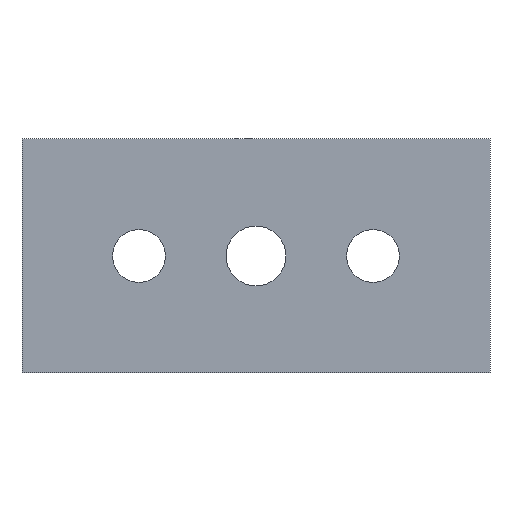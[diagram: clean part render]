
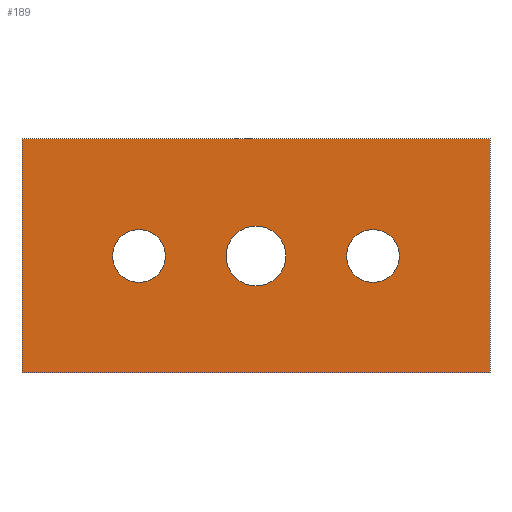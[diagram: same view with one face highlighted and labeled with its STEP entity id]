
A CAD part, front view. The second image highlights one B-rep face of the part: STEP entity #189.
In plain terms, the highlighted planar face has unit normal (0, -1, 0).
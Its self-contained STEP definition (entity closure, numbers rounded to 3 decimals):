
#1 = CARTESIAN_POINT ( 'NONE',  ( -40., 0., 20. ) ) ;
#5 = AXIS2_PLACEMENT_3D ( 'NONE', #565, #388, #320 ) ;
#9 = EDGE_LOOP ( 'NONE', ( #525, #191 ) ) ;
#26 = LINE ( 'NONE', #127, #98 ) ;
#42 = CARTESIAN_POINT ( 'NONE',  ( 40., 0., 20. ) ) ;
#51 = VERTEX_POINT ( 'NONE', #606 ) ;
#56 = VERTEX_POINT ( 'NONE', #274 ) ;
#57 = VERTEX_POINT ( 'NONE', #93 ) ;
#63 = LINE ( 'NONE', #396, #612 ) ;
#66 = AXIS2_PLACEMENT_3D ( 'NONE', #568, #467, #178 ) ;
#70 = DIRECTION ( 'NONE',  ( 1., 0., 0. ) ) ;
#78 = ORIENTED_EDGE ( 'NONE', *, *, #449, .F. ) ;
#89 = EDGE_LOOP ( 'NONE', ( #434, #78, #313, #398 ) ) ;
#90 = CARTESIAN_POINT ( 'NONE',  ( 40., 0., -20. ) ) ;
#93 = CARTESIAN_POINT ( 'NONE',  ( 0., 0., 5.1 ) ) ;
#98 = VECTOR ( 'NONE', #70, 1000. ) ;
#106 = ORIENTED_EDGE ( 'NONE', *, *, #114, .T. ) ;
#111 = CIRCLE ( 'NONE', #474, 4.5 ) ;
#114 = EDGE_CURVE ( 'NONE', #51, #441, #427, .T. ) ;
#116 = CARTESIAN_POINT ( 'NONE',  ( -40., 0., 20. ) ) ;
#119 = CARTESIAN_POINT ( 'NONE',  ( 40., 0., 20. ) ) ;
#127 = CARTESIAN_POINT ( 'NONE',  ( -40., 0., 20. ) ) ;
#135 = FACE_BOUND ( 'NONE', #609, .T. ) ;
#146 = CARTESIAN_POINT ( 'NONE',  ( -20., 0., 0. ) ) ;
#147 = VERTEX_POINT ( 'NONE', #419 ) ;
#150 = VERTEX_POINT ( 'NONE', #42 ) ;
#166 = ORIENTED_EDGE ( 'NONE', *, *, #447, .F. ) ;
#173 = EDGE_CURVE ( 'NONE', #441, #51, #334, .T. ) ;
#178 = DIRECTION ( 'NONE',  ( -1., 0., 0. ) ) ;
#180 = FACE_BOUND ( 'NONE', #9, .T. ) ;
#189 = ADVANCED_FACE ( 'NONE', ( #475, #180, #135, #375 ), #562, .T. ) ;
#191 = ORIENTED_EDGE ( 'NONE', *, *, #516, .F. ) ;
#210 = AXIS2_PLACEMENT_3D ( 'NONE', #146, #430, #523 ) ;
#214 = DIRECTION ( 'NONE',  ( 0., -1., 0. ) ) ;
#218 = EDGE_CURVE ( 'NONE', #150, #507, #533, .T. ) ;
#219 = DIRECTION ( 'NONE',  ( 0., -1., 0. ) ) ;
#225 = EDGE_CURVE ( 'NONE', #292, #354, #400, .T. ) ;
#247 = VECTOR ( 'NONE', #451, 1000. ) ;
#256 = EDGE_CURVE ( 'NONE', #507, #292, #63, .T. ) ;
#260 = DIRECTION ( 'NONE',  ( 0., 0., -1. ) ) ;
#265 = CARTESIAN_POINT ( 'NONE',  ( 0., 0., 0. ) ) ;
#269 = CARTESIAN_POINT ( 'NONE',  ( 20., 0., 0. ) ) ;
#270 = CIRCLE ( 'NONE', #555, 4.5 ) ;
#274 = CARTESIAN_POINT ( 'NONE',  ( 0., 0., -5.1 ) ) ;
#292 = VERTEX_POINT ( 'NONE', #544 ) ;
#299 = DIRECTION ( 'NONE',  ( 0., 0., -1. ) ) ;
#306 = CARTESIAN_POINT ( 'NONE',  ( 0., 0., 0. ) ) ;
#310 = AXIS2_PLACEMENT_3D ( 'NONE', #265, #214, #260 ) ;
#311 = DIRECTION ( 'NONE',  ( 1., 0., 0. ) ) ;
#313 = ORIENTED_EDGE ( 'NONE', *, *, #225, .F. ) ;
#320 = DIRECTION ( 'NONE',  ( 0., 0., -1. ) ) ;
#334 = CIRCLE ( 'NONE', #66, 4.5 ) ;
#354 = VERTEX_POINT ( 'NONE', #1 ) ;
#356 = EDGE_CURVE ( 'NONE', #56, #57, #556, .T. ) ;
#359 = DIRECTION ( 'NONE',  ( 0., -1., 0. ) ) ;
#361 = DIRECTION ( 'NONE',  ( 0., 0., -1. ) ) ;
#375 = FACE_OUTER_BOUND ( 'NONE', #89, .T. ) ;
#379 = VECTOR ( 'NONE', #299, 1000. ) ;
#388 = DIRECTION ( 'NONE',  ( 0., -1., 0. ) ) ;
#396 = CARTESIAN_POINT ( 'NONE',  ( -40., 0., -20. ) ) ;
#398 = ORIENTED_EDGE ( 'NONE', *, *, #256, .F. ) ;
#400 = LINE ( 'NONE', #116, #247 ) ;
#411 = CARTESIAN_POINT ( 'NONE',  ( -24.5, 0., 0. ) ) ;
#419 = CARTESIAN_POINT ( 'NONE',  ( 24.5, 0., 0. ) ) ;
#427 = CIRCLE ( 'NONE', #210, 4.5 ) ;
#428 = DIRECTION ( 'NONE',  ( 1., 0., 0. ) ) ;
#430 = DIRECTION ( 'NONE',  ( 0., 1., 0. ) ) ;
#434 = ORIENTED_EDGE ( 'NONE', *, *, #218, .F. ) ;
#441 = VERTEX_POINT ( 'NONE', #411 ) ;
#447 = EDGE_CURVE ( 'NONE', #57, #56, #575, .T. ) ;
#449 = EDGE_CURVE ( 'NONE', #354, #150, #26, .T. ) ;
#451 = DIRECTION ( 'NONE',  ( 0., 0., 1. ) ) ;
#459 = DIRECTION ( 'NONE',  ( 0., -1., 0. ) ) ;
#467 = DIRECTION ( 'NONE',  ( 0., 1., 0. ) ) ;
#469 = ORIENTED_EDGE ( 'NONE', *, *, #356, .F. ) ;
#470 = CARTESIAN_POINT ( 'NONE',  ( 15.5, 0., 0. ) ) ;
#474 = AXIS2_PLACEMENT_3D ( 'NONE', #269, #219, #428 ) ;
#475 = FACE_BOUND ( 'NONE', #569, .T. ) ;
#478 = EDGE_CURVE ( 'NONE', #147, #618, #270, .T. ) ;
#496 = DIRECTION ( 'NONE',  ( -1., 0., 0. ) ) ;
#497 = ORIENTED_EDGE ( 'NONE', *, *, #173, .T. ) ;
#507 = VERTEX_POINT ( 'NONE', #90 ) ;
#516 = EDGE_CURVE ( 'NONE', #618, #147, #111, .T. ) ;
#523 = DIRECTION ( 'NONE',  ( -1., 0., 0. ) ) ;
#525 = ORIENTED_EDGE ( 'NONE', *, *, #478, .F. ) ;
#533 = LINE ( 'NONE', #119, #379 ) ;
#544 = CARTESIAN_POINT ( 'NONE',  ( -40., 0., -20. ) ) ;
#555 = AXIS2_PLACEMENT_3D ( 'NONE', #557, #359, #311 ) ;
#556 = CIRCLE ( 'NONE', #310, 5.1 ) ;
#557 = CARTESIAN_POINT ( 'NONE',  ( 20., 0., 0. ) ) ;
#562 = PLANE ( 'NONE',  #5 ) ;
#565 = CARTESIAN_POINT ( 'NONE',  ( 0., 0., 0. ) ) ;
#568 = CARTESIAN_POINT ( 'NONE',  ( -20., 0., 0. ) ) ;
#569 = EDGE_LOOP ( 'NONE', ( #166, #469 ) ) ;
#575 = CIRCLE ( 'NONE', #596, 5.1 ) ;
#596 = AXIS2_PLACEMENT_3D ( 'NONE', #306, #459, #361 ) ;
#606 = CARTESIAN_POINT ( 'NONE',  ( -15.5, 0., 0. ) ) ;
#609 = EDGE_LOOP ( 'NONE', ( #497, #106 ) ) ;
#612 = VECTOR ( 'NONE', #496, 1000. ) ;
#618 = VERTEX_POINT ( 'NONE', #470 ) ;
